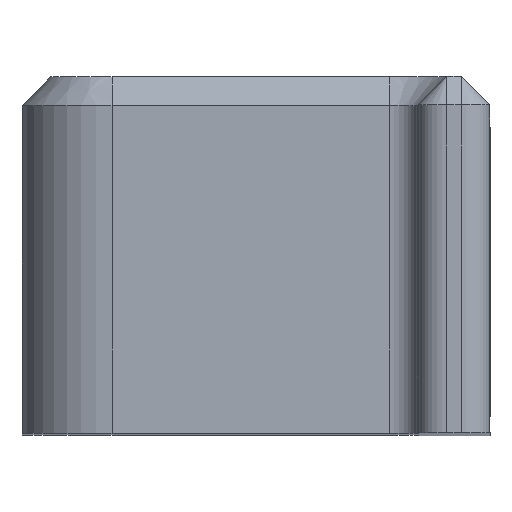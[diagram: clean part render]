
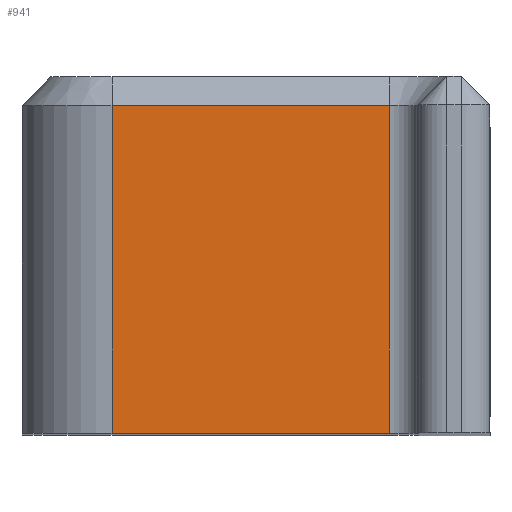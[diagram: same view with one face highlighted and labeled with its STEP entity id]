
A CAD part, top view. The second image highlights one B-rep face of the part: STEP entity #941.
In plain terms, the highlighted planar face has unit normal (0, 0, 1).
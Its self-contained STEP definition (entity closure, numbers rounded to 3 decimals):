
#105=FACE_OUTER_BOUND('',#169,.T.);
#169=EDGE_LOOP('',(#843,#844,#845,#846));
#274=LINE('',#1519,#366);
#276=LINE('',#1525,#368);
#278=LINE('',#1530,#370);
#300=LINE('',#1595,#392);
#366=VECTOR('',#1234,7.7);
#368=VECTOR('',#1242,9.1);
#370=VECTOR('',#1248,7.7);
#392=VECTOR('',#1328,9.1);
#450=VERTEX_POINT('',#1514);
#451=VERTEX_POINT('',#1518);
#452=VERTEX_POINT('',#1524);
#453=VERTEX_POINT('',#1529);
#556=EDGE_CURVE('',#450,#451,#274,.T.);
#559=EDGE_CURVE('',#451,#452,#276,.T.);
#562=EDGE_CURVE('',#453,#452,#278,.T.);
#595=EDGE_CURVE('',#450,#453,#300,.T.);
#843=ORIENTED_EDGE('',*,*,#556,.F.);
#844=ORIENTED_EDGE('',*,*,#595,.T.);
#845=ORIENTED_EDGE('',*,*,#562,.T.);
#846=ORIENTED_EDGE('',*,*,#559,.F.);
#885=PLANE('',#1050);
#941=ADVANCED_FACE('',(#105),#885,.T.);
#1050=AXIS2_PLACEMENT_3D('',#1596,#1329,#1330);
#1234=DIRECTION('',(1.,0.,0.));
#1242=DIRECTION('',(0.,-1.,0.));
#1248=DIRECTION('',(1.,0.,0.));
#1328=DIRECTION('',(0.,-1.,0.));
#1329=DIRECTION('center_axis',(0.,0.,1.));
#1330=DIRECTION('ref_axis',(1.,0.,0.));
#1514=CARTESIAN_POINT('',(-11.,-2.4,16.25));
#1518=CARTESIAN_POINT('',(-3.3,-2.4,16.25));
#1519=CARTESIAN_POINT('',(-11.,-2.4,16.25));
#1524=CARTESIAN_POINT('',(-3.3,-11.5,16.25));
#1525=CARTESIAN_POINT('',(-3.3,-2.4,16.25));
#1529=CARTESIAN_POINT('',(-11.,-11.5,16.25));
#1530=CARTESIAN_POINT('',(-11.,-11.5,16.25));
#1595=CARTESIAN_POINT('',(-11.,-2.4,16.25));
#1596=CARTESIAN_POINT('Origin',(-13.5,-1.6,16.25));
